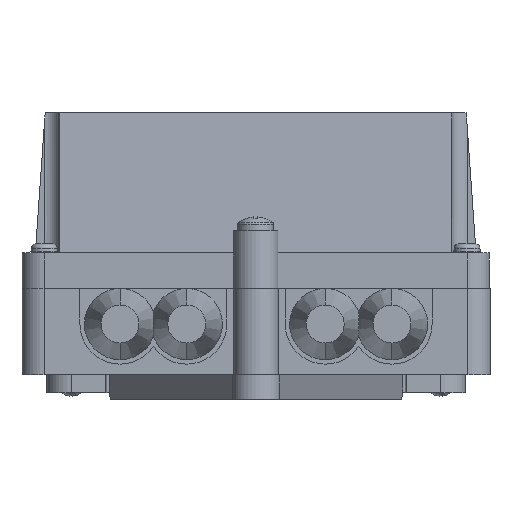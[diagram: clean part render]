
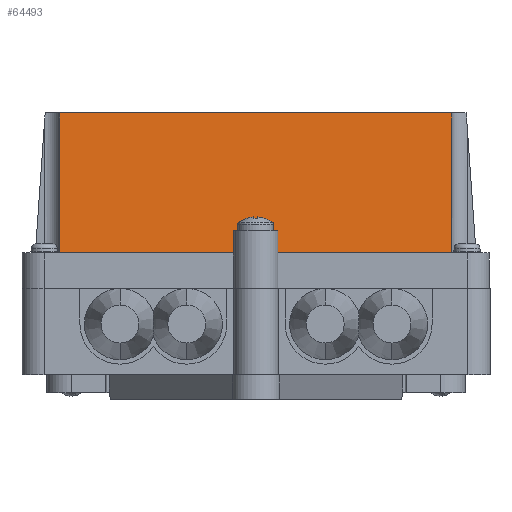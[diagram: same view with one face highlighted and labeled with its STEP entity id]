
A CAD part, front view. The second image highlights one B-rep face of the part: STEP entity #64493.
In plain terms, the highlighted planar face has unit normal (0, -0.998, 0.07).
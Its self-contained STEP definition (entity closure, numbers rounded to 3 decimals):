
#357 = VECTOR ( 'NONE', #1558, 1000. ) ;
#620 = DIRECTION ( 'NONE',  ( 1., 0., 0. ) ) ;
#1558 = DIRECTION ( 'NONE',  ( 0., -0.07, -0.998 ) ) ;
#1591 = CARTESIAN_POINT ( 'NONE',  ( 44.831, -21.829, 30.535 ) ) ;
#1618 = DIRECTION ( 'NONE',  ( 0., -0.998, 0.07 ) ) ;
#3877 = CARTESIAN_POINT ( 'NONE',  ( -4.171, -23.615, 5. ) ) ;
#4636 = VERTEX_POINT ( 'NONE', #11258 ) ;
#4732 = CARTESIAN_POINT ( 'NONE',  ( 48.329, -23.615, 5. ) ) ;
#4791 = EDGE_CURVE ( 'NONE', #44379, #6437, #67491, .T. ) ;
#5164 = CARTESIAN_POINT ( 'NONE',  ( -4.171, -23.964, 0. ) ) ;
#5304 = VERTEX_POINT ( 'NONE', #66277 ) ;
#5305 = VERTEX_POINT ( 'NONE', #36628 ) ;
#6437 = VERTEX_POINT ( 'NONE', #43464 ) ;
#7290 = CARTESIAN_POINT ( 'NONE',  ( 44.829, -21.897, 29.568 ) ) ;
#7504 = VECTOR ( 'NONE', #38527, 1000. ) ;
#8311 = CARTESIAN_POINT ( 'NONE',  ( -43.173, -21.829, 30.535 ) ) ;
#9857 = LINE ( 'NONE', #48899, #53026 ) ;
#10033 = EDGE_CURVE ( 'NONE', #21208, #26786, #35670, .T. ) ;
#11258 = CARTESIAN_POINT ( 'NONE',  ( 5.829, -23.964, 0. ) ) ;
#14562 = EDGE_CURVE ( 'NONE', #6437, #5304, #41756, .T. ) ;
#15879 = EDGE_CURVE ( 'NONE', #44379, #16598, #36703, .T. ) ;
#16260 = ORIENTED_EDGE ( 'NONE', *, *, #25138, .T. ) ;
#16598 = VERTEX_POINT ( 'NONE', #64708 ) ;
#16940 = ORIENTED_EDGE ( 'NONE', *, *, #47423, .F. ) ;
#17721 = VECTOR ( 'NONE', #22185, 1000. ) ;
#18103 = EDGE_CURVE ( 'NONE', #52653, #5305, #26603, .T. ) ;
#19492 = LINE ( 'NONE', #5164, #17721 ) ;
#20410 = VERTEX_POINT ( 'NONE', #28000 ) ;
#21208 = VERTEX_POINT ( 'NONE', #69842 ) ;
#21288 = CARTESIAN_POINT ( 'NONE',  ( 5.829, -24.555, -8.448 ) ) ;
#22185 = DIRECTION ( 'NONE',  ( 0., -0.07, -0.998 ) ) ;
#22421 = VECTOR ( 'NONE', #60634, 1000. ) ;
#23041 = CARTESIAN_POINT ( 'NONE',  ( -43.171, -23.964, 0. ) ) ;
#25138 = EDGE_CURVE ( 'NONE', #4636, #20410, #9857, .T. ) ;
#26105 = ORIENTED_EDGE ( 'NONE', *, *, #60878, .F. ) ;
#26603 =( BOUNDED_CURVE ( )  B_SPLINE_CURVE ( 3, ( #69196, #1591, #7290, #46661 ),
 .UNSPECIFIED., .F., .F. ) 
 B_SPLINE_CURVE_WITH_KNOTS ( ( 4, 4 ),
 ( 4.654, 4.712 ),
 .UNSPECIFIED. ) 
 CURVE ( )  GEOMETRIC_REPRESENTATION_ITEM ( )  RATIONAL_B_SPLINE_CURVE ( ( 1., 1., 1., 1. ) ) 
 REPRESENTATION_ITEM ( '' )  );
#26786 = VERTEX_POINT ( 'NONE', #3877 ) ;
#28000 = CARTESIAN_POINT ( 'NONE',  ( 44.829, -23.964, 0. ) ) ;
#29677 = CARTESIAN_POINT ( 'NONE',  ( 44.829, -23.964, 0. ) ) ;
#30727 = CARTESIAN_POINT ( 'NONE',  ( -43.171, -21.897, 29.568 ) ) ;
#31089 = ORIENTED_EDGE ( 'NONE', *, *, #10033, .F. ) ;
#35670 = LINE ( 'NONE', #4732, #7504 ) ;
#36097 = EDGE_CURVE ( 'NONE', #21208, #4636, #68430, .T. ) ;
#36628 = CARTESIAN_POINT ( 'NONE',  ( 44.829, -21.964, 28.601 ) ) ;
#36703 = LINE ( 'NONE', #70169, #51668 ) ;
#37818 = AXIS2_PLACEMENT_3D ( 'NONE', #57814, #1618, #41025 ) ;
#38380 = VECTOR ( 'NONE', #66688, 1000. ) ;
#38527 = DIRECTION ( 'NONE',  ( -1., 0., 0. ) ) ;
#41025 = DIRECTION ( 'NONE',  ( 0., -0.07, -0.998 ) ) ;
#41756 =( BOUNDED_CURVE ( )  B_SPLINE_CURVE ( 3, ( #70190, #30727, #8311, #47662 ),
 .UNSPECIFIED., .F., .F. ) 
 B_SPLINE_CURVE_WITH_KNOTS ( ( 4, 4 ),
 ( 1.571, 1.629 ),
 .UNSPECIFIED. ) 
 CURVE ( )  GEOMETRIC_REPRESENTATION_ITEM ( )  RATIONAL_B_SPLINE_CURVE ( ( 1., 1., 1., 1. ) ) 
 REPRESENTATION_ITEM ( '' )  );
#42303 = ORIENTED_EDGE ( 'NONE', *, *, #4791, .F. ) ;
#42939 = EDGE_LOOP ( 'NONE', ( #58400, #42303, #60407, #26105, #31089, #66190, #16260, #16940, #54293, #46180 ) ) ;
#43464 = CARTESIAN_POINT ( 'NONE',  ( -43.171, -21.964, 28.601 ) ) ;
#43595 = CARTESIAN_POINT ( 'NONE',  ( -43.171, -23.964, 0. ) ) ;
#43665 = VECTOR ( 'NONE', #620, 1000. ) ;
#44379 = VERTEX_POINT ( 'NONE', #23041 ) ;
#45423 = LINE ( 'NONE', #68242, #43665 ) ;
#46180 = ORIENTED_EDGE ( 'NONE', *, *, #62714, .F. ) ;
#46661 = CARTESIAN_POINT ( 'NONE',  ( 44.829, -21.964, 28.601 ) ) ;
#47423 = EDGE_CURVE ( 'NONE', #5305, #20410, #60373, .T. ) ;
#47662 = CARTESIAN_POINT ( 'NONE',  ( -43.177, -21.762, 31.5 ) ) ;
#48899 = CARTESIAN_POINT ( 'NONE',  ( -48.671, -23.964, 0. ) ) ;
#51668 = VECTOR ( 'NONE', #53097, 1000. ) ;
#52653 = VERTEX_POINT ( 'NONE', #60142 ) ;
#53026 = VECTOR ( 'NONE', #71230, 1000. ) ;
#53097 = DIRECTION ( 'NONE',  ( 1., 0., 0. ) ) ;
#54293 = ORIENTED_EDGE ( 'NONE', *, *, #18103, .F. ) ;
#57814 = CARTESIAN_POINT ( 'NONE',  ( -48.671, -23.964, 0. ) ) ;
#58400 = ORIENTED_EDGE ( 'NONE', *, *, #14562, .F. ) ;
#58712 = FACE_OUTER_BOUND ( 'NONE', #42939, .T. ) ;
#60142 = CARTESIAN_POINT ( 'NONE',  ( 44.835, -21.762, 31.5 ) ) ;
#60373 = LINE ( 'NONE', #29677, #357 ) ;
#60407 = ORIENTED_EDGE ( 'NONE', *, *, #15879, .T. ) ;
#60634 = DIRECTION ( 'NONE',  ( 0., 0.07, 0.998 ) ) ;
#60878 = EDGE_CURVE ( 'NONE', #26786, #16598, #19492, .T. ) ;
#62714 = EDGE_CURVE ( 'NONE', #5304, #52653, #45423, .T. ) ;
#63513 = PLANE ( 'NONE',  #37818 ) ;
#64493 = ADVANCED_FACE ( 'NONE', ( #58712 ), #63513, .T. ) ;
#64708 = CARTESIAN_POINT ( 'NONE',  ( -4.171, -23.964, 0. ) ) ;
#66190 = ORIENTED_EDGE ( 'NONE', *, *, #36097, .T. ) ;
#66277 = CARTESIAN_POINT ( 'NONE',  ( -43.177, -21.762, 31.5 ) ) ;
#66688 = DIRECTION ( 'NONE',  ( 0., -0.07, -0.998 ) ) ;
#67491 = LINE ( 'NONE', #43595, #22421 ) ;
#68242 = CARTESIAN_POINT ( 'NONE',  ( 0., -21.762, 31.5 ) ) ;
#68430 = LINE ( 'NONE', #21288, #38380 ) ;
#69196 = CARTESIAN_POINT ( 'NONE',  ( 44.835, -21.762, 31.5 ) ) ;
#69842 = CARTESIAN_POINT ( 'NONE',  ( 5.829, -23.615, 5. ) ) ;
#70169 = CARTESIAN_POINT ( 'NONE',  ( -48.671, -23.964, 0. ) ) ;
#70190 = CARTESIAN_POINT ( 'NONE',  ( -43.171, -21.964, 28.601 ) ) ;
#71230 = DIRECTION ( 'NONE',  ( 1., 0., 0. ) ) ;
